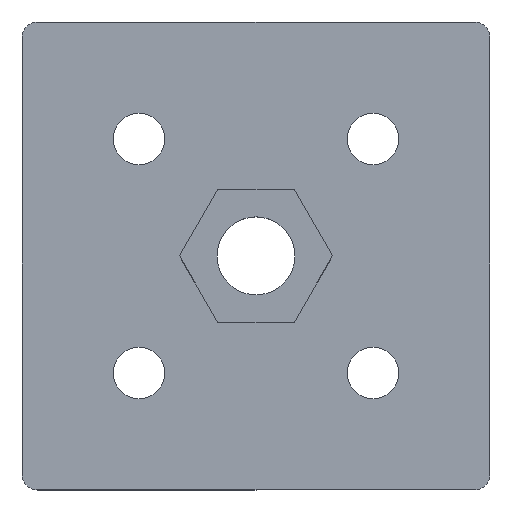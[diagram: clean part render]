
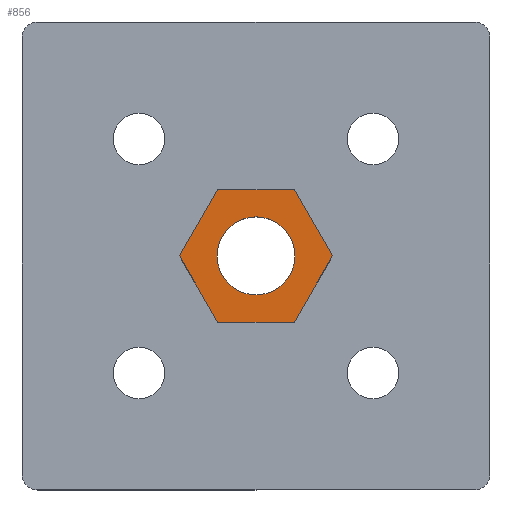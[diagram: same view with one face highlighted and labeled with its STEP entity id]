
A CAD part, top view. The second image highlights one B-rep face of the part: STEP entity #856.
In plain terms, the highlighted planar face has unit normal (0, 0, 1).
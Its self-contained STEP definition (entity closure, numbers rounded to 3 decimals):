
#13 = VERTEX_POINT ( 'NONE', #391 ) ;
#25 = CARTESIAN_POINT ( 'NONE',  ( -4.907, 8.5, 8. ) ) ;
#27 = VERTEX_POINT ( 'NONE', #594 ) ;
#53 = AXIS2_PLACEMENT_3D ( 'NONE', #784, #642, #327 ) ;
#57 = VERTEX_POINT ( 'NONE', #940 ) ;
#68 = ORIENTED_EDGE ( 'NONE', *, *, #525, .T. ) ;
#96 = EDGE_CURVE ( 'NONE', #599, #362, #737, .T. ) ;
#105 = DIRECTION ( 'NONE',  ( 1., 0., 0. ) ) ;
#110 = DIRECTION ( 'NONE',  ( 1., 0., 0. ) ) ;
#120 = LINE ( 'NONE', #429, #577 ) ;
#128 = VECTOR ( 'NONE', #874, 1000. ) ;
#150 = EDGE_LOOP ( 'NONE', ( #574, #807 ) ) ;
#185 = DIRECTION ( 'NONE',  ( 0., 0., 1. ) ) ;
#208 = VECTOR ( 'NONE', #660, 1000. ) ;
#277 = EDGE_CURVE ( 'NONE', #362, #27, #788, .T. ) ;
#284 = FACE_OUTER_BOUND ( 'NONE', #962, .T. ) ;
#292 = EDGE_CURVE ( 'NONE', #761, #57, #923, .T. ) ;
#327 = DIRECTION ( 'NONE',  ( 1., 0., 0. ) ) ;
#328 = EDGE_CURVE ( 'NONE', #13, #407, #550, .T. ) ;
#336 = LINE ( 'NONE', #562, #932 ) ;
#340 = CARTESIAN_POINT ( 'NONE',  ( 5., 0., 8. ) ) ;
#342 = EDGE_CURVE ( 'NONE', #27, #674, #336, .T. ) ;
#352 = EDGE_CURVE ( 'NONE', #57, #761, #915, .T. ) ;
#362 = VERTEX_POINT ( 'NONE', #895 ) ;
#364 = CARTESIAN_POINT ( 'NONE',  ( -4.907, -8.5, 8. ) ) ;
#391 = CARTESIAN_POINT ( 'NONE',  ( -4.907, 8.5, 8. ) ) ;
#396 = DIRECTION ( 'NONE',  ( -0.5, 0.866, 0. ) ) ;
#407 = VERTEX_POINT ( 'NONE', #668 ) ;
#429 = CARTESIAN_POINT ( 'NONE',  ( 4.907, 8.5, 8. ) ) ;
#438 = EDGE_CURVE ( 'NONE', #407, #599, #657, .T. ) ;
#511 = CARTESIAN_POINT ( 'NONE',  ( -9.815, 0., 8. ) ) ;
#518 = ORIENTED_EDGE ( 'NONE', *, *, #96, .T. ) ;
#521 = CARTESIAN_POINT ( 'NONE',  ( -4.907, -8.5, 8. ) ) ;
#525 = EDGE_CURVE ( 'NONE', #674, #13, #120, .T. ) ;
#534 = AXIS2_PLACEMENT_3D ( 'NONE', #898, #969, #110 ) ;
#550 = LINE ( 'NONE', #25, #779 ) ;
#562 = CARTESIAN_POINT ( 'NONE',  ( 9.815, 0., 8. ) ) ;
#574 = ORIENTED_EDGE ( 'NONE', *, *, #352, .F. ) ;
#577 = VECTOR ( 'NONE', #726, 1000. ) ;
#594 = CARTESIAN_POINT ( 'NONE',  ( 9.815, 0., 8. ) ) ;
#599 = VERTEX_POINT ( 'NONE', #521 ) ;
#642 = DIRECTION ( 'NONE',  ( 0., 0., 1. ) ) ;
#657 = LINE ( 'NONE', #511, #952 ) ;
#660 = DIRECTION ( 'NONE',  ( 1., 0., 0. ) ) ;
#668 = CARTESIAN_POINT ( 'NONE',  ( -9.815, 0., 8. ) ) ;
#674 = VERTEX_POINT ( 'NONE', #702 ) ;
#702 = CARTESIAN_POINT ( 'NONE',  ( 4.907, 8.5, 8. ) ) ;
#726 = DIRECTION ( 'NONE',  ( -1., 0., 0. ) ) ;
#729 = ORIENTED_EDGE ( 'NONE', *, *, #277, .T. ) ;
#737 = LINE ( 'NONE', #364, #208 ) ;
#747 = ORIENTED_EDGE ( 'NONE', *, *, #342, .T. ) ;
#761 = VERTEX_POINT ( 'NONE', #340 ) ;
#762 = AXIS2_PLACEMENT_3D ( 'NONE', #954, #185, #105 ) ;
#779 = VECTOR ( 'NONE', #799, 1000. ) ;
#784 = CARTESIAN_POINT ( 'NONE',  ( 0., 0., 8. ) ) ;
#788 = LINE ( 'NONE', #865, #128 ) ;
#799 = DIRECTION ( 'NONE',  ( -0.5, -0.866, 0. ) ) ;
#807 = ORIENTED_EDGE ( 'NONE', *, *, #292, .F. ) ;
#809 = PLANE ( 'NONE',  #534 ) ;
#856 = ADVANCED_FACE ( 'NONE', ( #284, #873 ), #809, .T. ) ;
#865 = CARTESIAN_POINT ( 'NONE',  ( 4.907, -8.5, 8. ) ) ;
#873 = FACE_BOUND ( 'NONE', #150, .T. ) ;
#874 = DIRECTION ( 'NONE',  ( 0.5, 0.866, 0. ) ) ;
#895 = CARTESIAN_POINT ( 'NONE',  ( 4.907, -8.5, 8. ) ) ;
#898 = CARTESIAN_POINT ( 'NONE',  ( 0., 0., 8. ) ) ;
#915 = CIRCLE ( 'NONE', #762, 5. ) ;
#923 = CIRCLE ( 'NONE', #53, 5. ) ;
#932 = VECTOR ( 'NONE', #396, 1000. ) ;
#940 = CARTESIAN_POINT ( 'NONE',  ( -5., 0., 8. ) ) ;
#952 = VECTOR ( 'NONE', #984, 1000. ) ;
#954 = CARTESIAN_POINT ( 'NONE',  ( 0., 0., 8. ) ) ;
#962 = EDGE_LOOP ( 'NONE', ( #518, #729, #747, #68, #974, #966 ) ) ;
#966 = ORIENTED_EDGE ( 'NONE', *, *, #438, .T. ) ;
#969 = DIRECTION ( 'NONE',  ( 0., 0., 1. ) ) ;
#974 = ORIENTED_EDGE ( 'NONE', *, *, #328, .T. ) ;
#984 = DIRECTION ( 'NONE',  ( 0.5, -0.866, 0. ) ) ;
